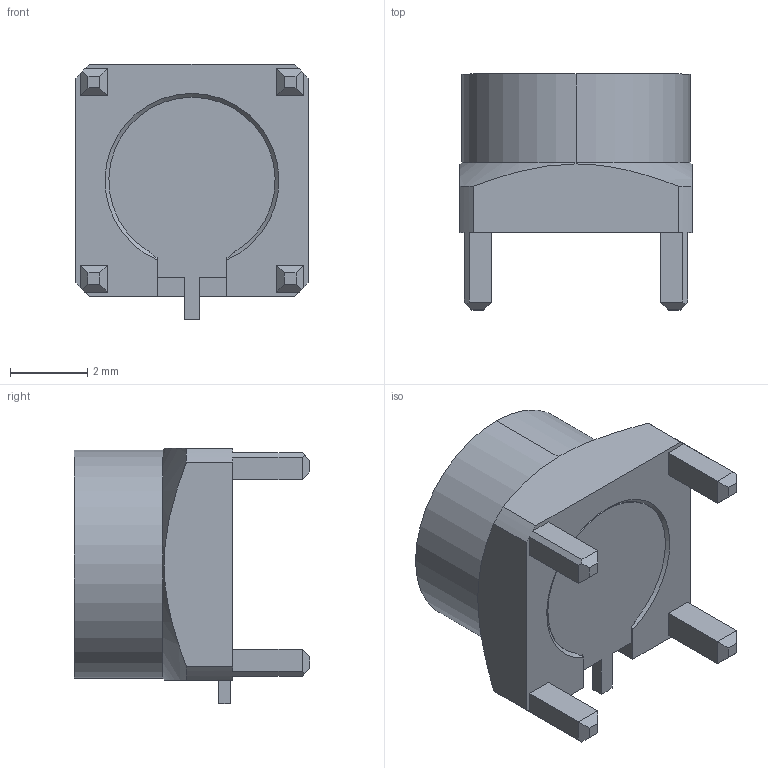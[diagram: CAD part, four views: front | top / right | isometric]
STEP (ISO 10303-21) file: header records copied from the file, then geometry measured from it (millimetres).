
FILE_DESCRIPTION (( 'STEP AP214' ), '1' );
FILE_NAME ('ÑÖÍÊ.434521.016ÑÁ_Âèëêà+äëÿ ïîòðåáèòåëÿ.STEP', '2018-11-27T08:07:02', ( 'User' ), ( '' ), 'SwSTEP 2.0', 'SolidWorks 2016', '' );
FILE_SCHEMA (( 'AUTOMOTIVE_DESIGN' ));
Length unit declared in the file: millimetre
Products named in the file (1): ÑÖÍÊ.434521.016ÑÁ_Âèëêà+äëÿ ïîòðåáèòåëÿ
Bounding box: 6 x 6.1 x 6.6 mm (x, y, z)
Volume: 98.7 mm3; surface area: 198 mm2
Topology: 1 solids, 1 shells, 74 faces, 192 edges, 122 vertices
Faces by surface type: plane 52, cylinder 15, cone 5, torus 2
Entity records: 3108 total; most frequent: CARTESIAN_POINT 471, ORIENTED_EDGE 384, DIRECTION 365, EDGE_CURVE 192, LINE 133, VECTOR 133, VERTEX_POINT 122, AXIS2_PLACEMENT_3D 116
